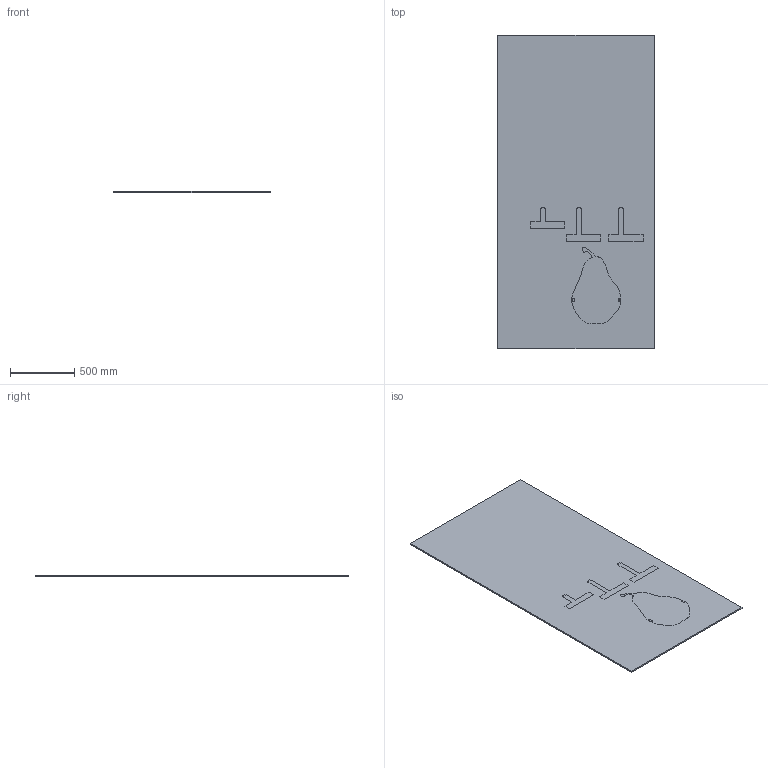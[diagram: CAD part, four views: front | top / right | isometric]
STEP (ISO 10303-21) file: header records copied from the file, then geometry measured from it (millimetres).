
FILE_DESCRIPTION(/* description */ (''),/* implementation_level */ '2;1');
FILE_NAME(/* name */ 'pear_basket.step',/* time_stamp */ '2025-10-21T23:39:51-04:00',/* author */ (''),/* organization */ (''),/* preprocessor_version */ 'ST-DEVELOPER v20.1',/* originating_system */ 'Autodesk Translation Framework v14.17.0.0',/* authorisation */ '');
FILE_SCHEMA (('AUTOMOTIVE_DESIGN { 1 0 10303 214 3 1 1 }'));
Length unit declared in the file: inch
Products named in the file (2): pear; pear_1
Assembly tree (1 placements, depth 2):
  pear
    pear_1
Bounding box: 1219.2 x 2438.4 x 11 mm (x, y, z)
Surface area: 6483902.9 mm2
Topology: 5 solids, 5 shells, 76 faces, 198 edges, 132 vertices
Faces by surface type: plane 61, cylinder 9, bspline 6
Entity records: 2941 total; most frequent: CARTESIAN_POINT 1053, ORIENTED_EDGE 396, DIRECTION 348, EDGE_CURVE 198, LINE 166, VECTOR 166, VERTEX_POINT 132, AXIS2_PLACEMENT_3D 91
